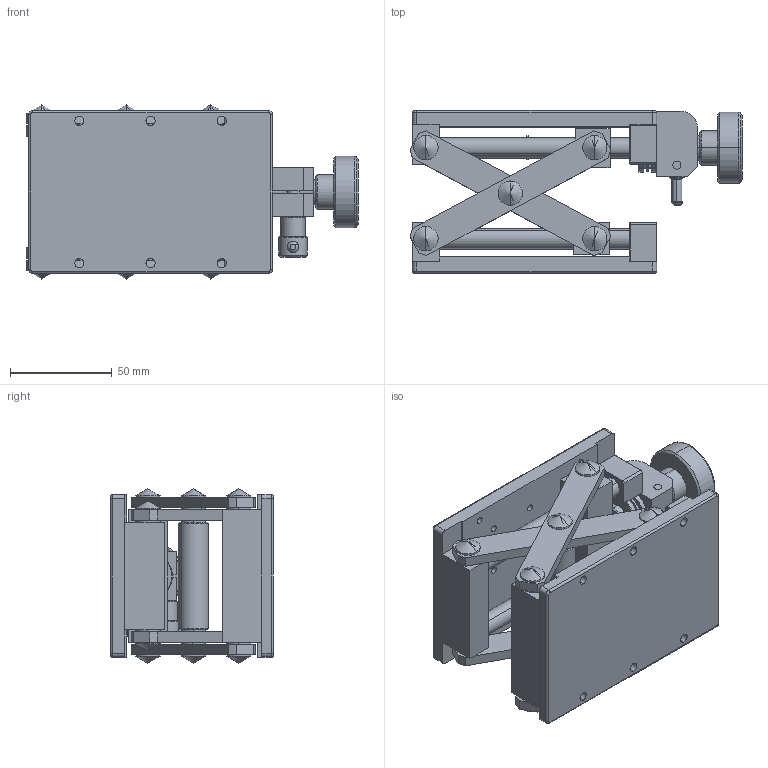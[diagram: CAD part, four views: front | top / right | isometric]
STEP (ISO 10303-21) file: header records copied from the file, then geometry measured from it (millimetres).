
FILE_DESCRIPTION (( 'STEP AP203' ), '1' );
FILE_NAME ('MZF-80(«¬¿ý).STEP', '2013-10-07T06:21:39', ( '' ), ( '' ), 'SwSTEP 2.0', 'SolidWorks 2013', '' );
FILE_SCHEMA (( 'CONFIG_CONTROL_DESIGN' ));
Length unit declared in the file: centimetre
Products named in the file (2): Group1^MZF-80(型錄); MZF-80(型錄)
Assembly tree (1 placements, depth 2):
  MZF-80(型錄)
    Group1^MZF-80(型錄)
Bounding box: 163.21 x 80 x 85.73 mm (x, y, z)
Volume: 329258.1 mm3; surface area: 103532.6 mm2
Topology: 2 solids, 2 shells, 569 faces, 1465 edges, 903 vertices
Faces by surface type: plane 250, cylinder 177, cone 54, sphere 48, torus 40
Entity records: 17942 total; most frequent: CARTESIAN_POINT 3379, DIRECTION 3186, ORIENTED_EDGE 2882, EDGE_CURVE 1441, AXIS2_PLACEMENT_3D 1228, VERTEX_POINT 903, VECTOR 730, LINE 730
